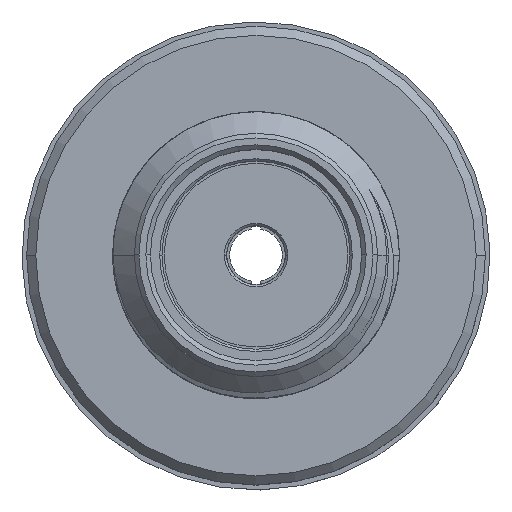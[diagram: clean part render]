
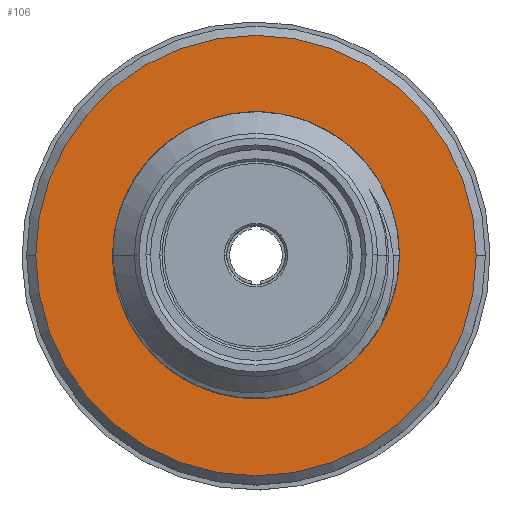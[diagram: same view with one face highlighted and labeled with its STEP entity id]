
A CAD part, top view. The second image highlights one B-rep face of the part: STEP entity #106.
In plain terms, the highlighted planar face has unit normal (0, 0, 1).
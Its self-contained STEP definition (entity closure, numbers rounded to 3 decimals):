
#106 = ADVANCED_FACE ( 'NONE', ( #9767, #3279 ), #12915, .T. ) ;
#143 = DIRECTION ( 'NONE',  ( -1., 0., 0. ) ) ;
#660 = CARTESIAN_POINT ( 'NONE',  ( 2.95, 0., 16.15 ) ) ;
#770 = ORIENTED_EDGE ( 'NONE', *, *, #13076, .F. ) ;
#1111 = AXIS2_PLACEMENT_3D ( 'NONE', #5888, #4974, #3845 ) ;
#1164 = VERTEX_POINT ( 'NONE', #12271 ) ;
#2398 = EDGE_LOOP ( 'NONE', ( #770, #6375 ) ) ;
#2419 = DIRECTION ( 'NONE',  ( -1., 0., 0. ) ) ;
#2623 = CARTESIAN_POINT ( 'NONE',  ( 0., 0., 16.15 ) ) ;
#3150 = CARTESIAN_POINT ( 'NONE',  ( 0., 0., 16.15 ) ) ;
#3279 = FACE_OUTER_BOUND ( 'NONE', #2398, .T. ) ;
#3425 = CARTESIAN_POINT ( 'NONE',  ( 0., 2.95, 16.15 ) ) ;
#3845 = DIRECTION ( 'NONE',  ( -1., 0., 0. ) ) ;
#3866 = CIRCLE ( 'NONE', #7242, 2.95 ) ;
#4409 = CARTESIAN_POINT ( 'NONE',  ( 0., 0., 16.15 ) ) ;
#4974 = DIRECTION ( 'NONE',  ( 0., 0., -1. ) ) ;
#5271 = CARTESIAN_POINT ( 'NONE',  ( 4.8, 0., 16.15 ) ) ;
#5888 = CARTESIAN_POINT ( 'NONE',  ( 0., 0., 16.15 ) ) ;
#5957 = VERTEX_POINT ( 'NONE', #5271 ) ;
#6052 = AXIS2_PLACEMENT_3D ( 'NONE', #3150, #7457, #11743 ) ;
#6060 = EDGE_CURVE ( 'NONE', #9831, #1164, #9885, .T. ) ;
#6116 = CIRCLE ( 'NONE', #6564, 4.8 ) ;
#6375 = ORIENTED_EDGE ( 'NONE', *, *, #7801, .F. ) ;
#6564 = AXIS2_PLACEMENT_3D ( 'NONE', #2623, #9901, #2419 ) ;
#7242 = AXIS2_PLACEMENT_3D ( 'NONE', #4409, #8697, #143 ) ;
#7457 = DIRECTION ( 'NONE',  ( 0., 0., -1. ) ) ;
#7532 = VERTEX_POINT ( 'NONE', #9771 ) ;
#7580 = DIRECTION ( 'NONE',  ( 1., 0., 0. ) ) ;
#7801 = EDGE_CURVE ( 'NONE', #5957, #7532, #10137, .T. ) ;
#8294 = AXIS2_PLACEMENT_3D ( 'NONE', #3425, #8848, #7580 ) ;
#8697 = DIRECTION ( 'NONE',  ( 0., 0., -1. ) ) ;
#8848 = DIRECTION ( 'NONE',  ( 0., 0., 1. ) ) ;
#9767 = FACE_BOUND ( 'NONE', #11043, .T. ) ;
#9771 = CARTESIAN_POINT ( 'NONE',  ( -4.8, 0., 16.15 ) ) ;
#9831 = VERTEX_POINT ( 'NONE', #660 ) ;
#9885 = CIRCLE ( 'NONE', #6052, 2.95 ) ;
#9901 = DIRECTION ( 'NONE',  ( 0., 0., -1. ) ) ;
#10137 = CIRCLE ( 'NONE', #1111, 4.8 ) ;
#10667 = ORIENTED_EDGE ( 'NONE', *, *, #12998, .T. ) ;
#11043 = EDGE_LOOP ( 'NONE', ( #10667, #11938 ) ) ;
#11743 = DIRECTION ( 'NONE',  ( -1., 0., 0. ) ) ;
#11938 = ORIENTED_EDGE ( 'NONE', *, *, #6060, .T. ) ;
#12271 = CARTESIAN_POINT ( 'NONE',  ( -2.95, 0., 16.15 ) ) ;
#12915 = PLANE ( 'NONE',  #8294 ) ;
#12998 = EDGE_CURVE ( 'NONE', #1164, #9831, #3866, .T. ) ;
#13076 = EDGE_CURVE ( 'NONE', #7532, #5957, #6116, .T. ) ;
